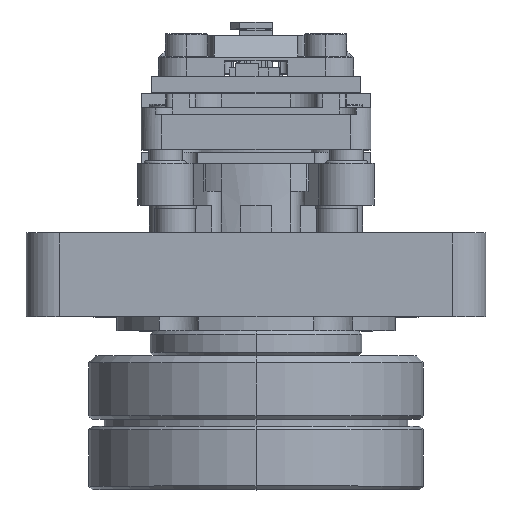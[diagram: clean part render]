
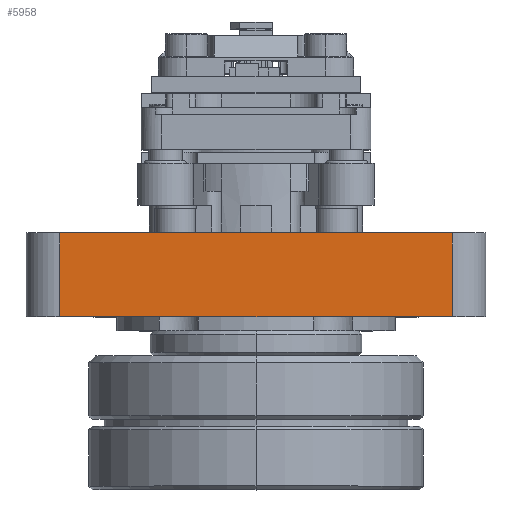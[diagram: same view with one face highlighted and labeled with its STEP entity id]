
A CAD part, top view. The second image highlights one B-rep face of the part: STEP entity #5958.
In plain terms, the highlighted planar face has unit normal (0, 0, 1).
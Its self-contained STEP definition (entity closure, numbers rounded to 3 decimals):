
#5958=ADVANCED_FACE('',(#8967),#32168,.T.);
#8967=FACE_OUTER_BOUND('',#12424,.F.);
#12424=EDGE_LOOP('',(#28404,#28405,#28406,#28407));
#28404=ORIENTED_EDGE('',*,*,#54535,.F.);
#28405=ORIENTED_EDGE('',*,*,#54775,.F.);
#28406=ORIENTED_EDGE('',*,*,#54538,.T.);
#28407=ORIENTED_EDGE('',*,*,#54774,.T.);
#32168=PLANE('',#79646);
#54535=EDGE_CURVE('',#74627,#74626,#61798,.T.);
#54538=EDGE_CURVE('',#74621,#74620,#61801,.T.);
#54774=EDGE_CURVE('',#74620,#74626,#61887,.T.);
#54775=EDGE_CURVE('',#74621,#74627,#61888,.T.);
#61798=LINE('',#113632,#68577);
#61801=LINE('',#113635,#68580);
#61887=LINE('',#113871,#68666);
#61888=LINE('',#113872,#68667);
#68577=VECTOR('',#94474,28.2);
#68580=VECTOR('',#94477,28.2);
#68666=VECTOR('',#94863,6.);
#68667=VECTOR('',#94864,6.);
#74620=VERTEX_POINT('',#113585);
#74621=VERTEX_POINT('',#113586);
#74626=VERTEX_POINT('',#113591);
#74627=VERTEX_POINT('',#113592);
#79646=AXIS2_PLACEMENT_3D('',#114521,#95698,#95699);
#94474=DIRECTION('',(-1.,0.,0.));
#94477=DIRECTION('',(-1.,0.,0.));
#94863=DIRECTION('',(0.,1.,0.));
#94864=DIRECTION('',(0.,1.,0.));
#95698=DIRECTION('',(0.,0.,1.));
#95699=DIRECTION('',(-1.,0.,0.));
#113585=CARTESIAN_POINT('',(-14.1,1.,17.));
#113586=CARTESIAN_POINT('',(14.1,1.,17.));
#113591=CARTESIAN_POINT('',(-14.1,7.,17.));
#113592=CARTESIAN_POINT('',(14.1,7.,17.));
#113632=CARTESIAN_POINT('',(14.1,7.,17.));
#113635=CARTESIAN_POINT('',(14.1,1.,17.));
#113871=CARTESIAN_POINT('',(-14.1,1.,17.));
#113872=CARTESIAN_POINT('',(14.1,1.,17.));
#114521=CARTESIAN_POINT('',(16.83,7.33,17.));
